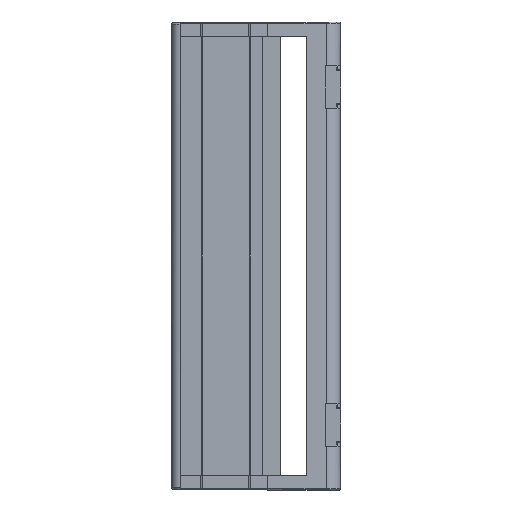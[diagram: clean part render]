
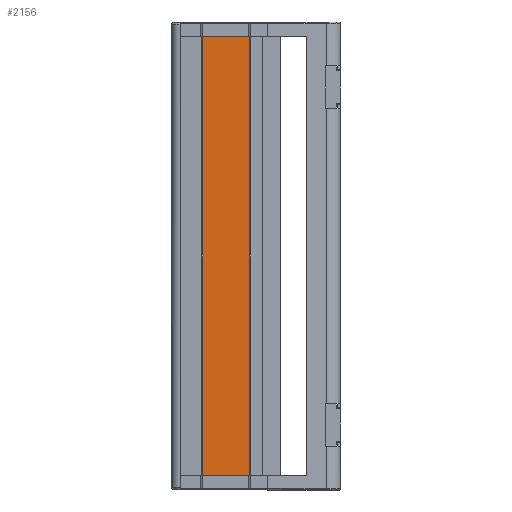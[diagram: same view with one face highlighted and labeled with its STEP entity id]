
A CAD part, left-side view. The second image highlights one B-rep face of the part: STEP entity #2156.
In plain terms, the highlighted planar face has unit normal (-1, 0, 0).
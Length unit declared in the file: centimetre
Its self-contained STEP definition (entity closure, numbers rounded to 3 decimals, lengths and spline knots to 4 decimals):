
#521 = DIRECTION ( 'NONE',  ( 0., 1., 0. ) ) ;
#624 = DIRECTION ( 'NONE',  ( 1., 0., 0. ) ) ;
#705 = CARTESIAN_POINT ( 'NONE',  ( -3.0806, 1.9693, -0.5 ) ) ;
#765 = DIRECTION ( 'NONE',  ( 0., 0., 1. ) ) ;
#884 = ORIENTED_EDGE ( 'NONE', *, *, #2629, .F. ) ;
#914 = FACE_OUTER_BOUND ( 'NONE', #8388, .T. ) ;
#2156 = ADVANCED_FACE ( 'NONE', ( #914 ), #13802, .F. ) ;
#2169 = AXIS2_PLACEMENT_3D ( 'NONE', #11559, #624, #521 ) ;
#2580 = EDGE_CURVE ( 'NONE', #18005, #26798, #28745, .T. ) ;
#2629 = EDGE_CURVE ( 'NONE', #17970, #16308, #4335, .T. ) ;
#2927 = VECTOR ( 'NONE', #23240, 100. ) ;
#3090 = CARTESIAN_POINT ( 'NONE',  ( -3.0806, 1.9693, -17.7315 ) ) ;
#4287 = CARTESIAN_POINT ( 'NONE',  ( -3.0806, 3.5695, -0.5 ) ) ;
#4335 = LINE ( 'NONE', #11343, #23411 ) ;
#5047 = VECTOR ( 'NONE', #6515, 100. ) ;
#5343 = CARTESIAN_POINT ( 'NONE',  ( -3.0806, 1.9693, -15.56 ) ) ;
#6118 = ORIENTED_EDGE ( 'NONE', *, *, #20088, .F. ) ;
#6515 = DIRECTION ( 'NONE',  ( 0., 1., 0. ) ) ;
#6991 = DIRECTION ( 'NONE',  ( 0., 1., 0. ) ) ;
#8228 = CARTESIAN_POINT ( 'NONE',  ( -3.0806, 3.5695, -0.5 ) ) ;
#8388 = EDGE_LOOP ( 'NONE', ( #6118, #884, #17778, #23379 ) ) ;
#10204 = VECTOR ( 'NONE', #765, 100. ) ;
#11343 = CARTESIAN_POINT ( 'NONE',  ( -3.0806, 3.5695, -15.56 ) ) ;
#11559 = CARTESIAN_POINT ( 'NONE',  ( -3.0806, 3.5695, -17.7315 ) ) ;
#13802 = PLANE ( 'NONE',  #2169 ) ;
#16308 = VERTEX_POINT ( 'NONE', #19747 ) ;
#17778 = ORIENTED_EDGE ( 'NONE', *, *, #20111, .T. ) ;
#17970 = VERTEX_POINT ( 'NONE', #5343 ) ;
#18005 = VERTEX_POINT ( 'NONE', #705 ) ;
#19747 = CARTESIAN_POINT ( 'NONE',  ( -3.0806, 3.5695, -15.56 ) ) ;
#20088 = EDGE_CURVE ( 'NONE', #16308, #26798, #20949, .T. ) ;
#20111 = EDGE_CURVE ( 'NONE', #17970, #18005, #21989, .T. ) ;
#20949 = LINE ( 'NONE', #27695, #2927 ) ;
#21989 = LINE ( 'NONE', #3090, #10204 ) ;
#23240 = DIRECTION ( 'NONE',  ( 0., 0., 1. ) ) ;
#23379 = ORIENTED_EDGE ( 'NONE', *, *, #2580, .T. ) ;
#23411 = VECTOR ( 'NONE', #6991, 100. ) ;
#26798 = VERTEX_POINT ( 'NONE', #8228 ) ;
#27695 = CARTESIAN_POINT ( 'NONE',  ( -3.0806, 3.5695, -17.7315 ) ) ;
#28745 = LINE ( 'NONE', #4287, #5047 ) ;
